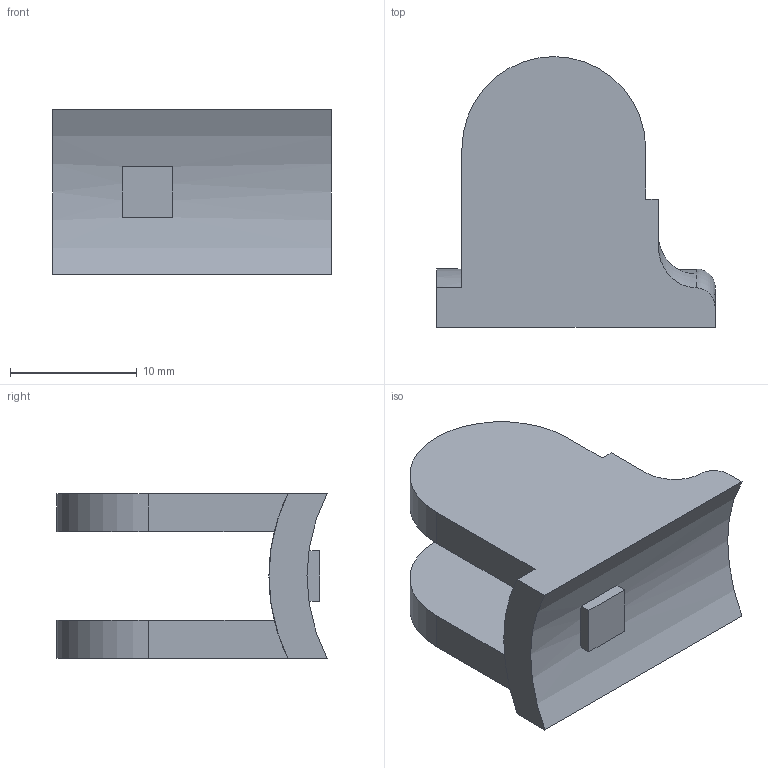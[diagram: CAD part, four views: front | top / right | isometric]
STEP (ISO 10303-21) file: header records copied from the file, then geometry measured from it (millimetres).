
FILE_DESCRIPTION(/* description */ (''),/* implementation_level */ '2;1');
FILE_NAME(/* name */ 'Clip.stp',/* time_stamp */ '2022-08-16T10:26:44-04:00',/* author */ ('turbo'),/* organization */ (''),/* preprocessor_version */ 'ST-DEVELOPER v18.1',/* originating_system */ 'Autodesk Inventor 2022',/* authorisation */ '');
FILE_SCHEMA (('AUTOMOTIVE_DESIGN { 1 0 10303 214 3 1 1 }'));
Length unit declared in the file: millimetre
Products named in the file (1): Clip
Bounding box: 22 x 21.35 x 13 mm (x, y, z)
Volume: 2325.9 mm3; surface area: 1944.5 mm2
Topology: 1 solids, 1 shells, 26 faces, 67 edges, 44 vertices
Faces by surface type: plane 19, cylinder 4, torus 3
Entity records: 910 total; most frequent: CARTESIAN_POINT 192, ORIENTED_EDGE 134, DIRECTION 132, EDGE_CURVE 67, LINE 44, VECTOR 44, VERTEX_POINT 44, AXIS2_PLACEMENT_3D 44
